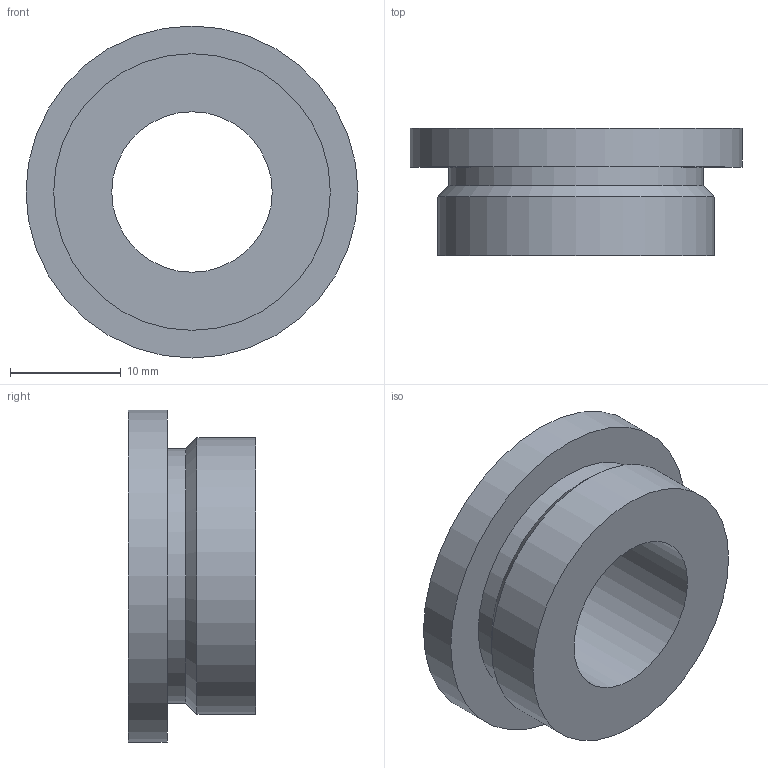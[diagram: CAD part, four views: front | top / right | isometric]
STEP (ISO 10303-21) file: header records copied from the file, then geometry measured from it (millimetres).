
FILE_DESCRIPTION (( 'STEP AP214' ), '1' );
FILE_NAME ('2089548.stp', '2022-11-29T08:40:27', ( '' ), ( '' ), 'SwSTEP 2.0', 'SolidWorks 2020', '' );
FILE_SCHEMA (( 'AUTOMOTIVE_DESIGN' ));
Length unit declared in the file: millimetre
Products named in the file (1): 2089548
Bounding box: 30 x 11.5 x 30 mm (x, y, z)
Volume: 4335.6 mm3; surface area: 2658.3 mm2
Topology: 1 solids, 1 shells, 8 faces, 14 edges, 9 vertices
Faces by surface type: cylinder 4, plane 3, cone 1
Full cylindrical faces by diameter (mm): 14.5 x1, 23 x1, 25 x1, 30 x1
Entity records: 202 total; most frequent: DIRECTION 34, CARTESIAN_POINT 25, AXIS2_PLACEMENT_3D 17, EDGE_LOOP 16, ORIENTED_EDGE 16, FACE_OUTER_BOUND 12, EDGE_CURVE 8, ADVANCED_FACE 8
